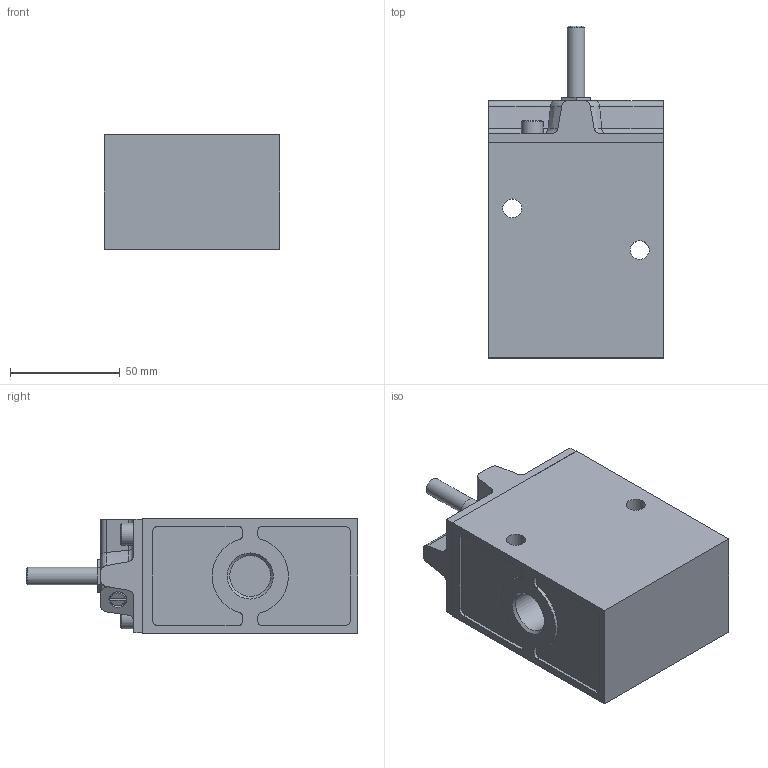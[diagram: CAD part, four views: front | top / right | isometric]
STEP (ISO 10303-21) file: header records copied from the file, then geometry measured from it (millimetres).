
FILE_DESCRIPTION(/* description */ ('STEP AP214'),/* implementation_level */ '2;1');
FILE_NAME(/* name */ '7884_MOFH-3-1_2',/* time_stamp */ '2024-09-06T19:16:47+02:00',/* author */ ('License CC BY-ND 4.0'),/* organization */ ('CADENAS'),/* preprocessor_version */ 'ST-DEVELOPER v19.3',/* originating_system */ 'PARTsolutions',/* authorisation */ ' ');
FILE_SCHEMA (('AUTOMOTIVE_DESIGN {1 0 10303 214 3 1 1}'));
Length unit declared in the file: millimetre
Products named in the file (1): 7884 MOFH-3-1/2
Bounding box: 80 x 151 x 52 mm (x, y, z)
Volume: 419390.2 mm3; surface area: 46557.5 mm2
Topology: 1 solids, 1 shells, 159 faces, 383 edges, 240 vertices
Faces by surface type: plane 74, cylinder 49, cone 30, torus 6
Full cylindrical faces by diameter (mm): 4.134 x1, 7.48 x1, 8 x1, 8.6 x2, 10 x2, 18.631 x3
Entity records: 4534 total; most frequent: CARTESIAN_POINT 877, DIRECTION 766, ORIENTED_EDGE 708, EDGE_CURVE 354, AXIS2_PLACEMENT_3D 286, VERTEX_POINT 237, FACE_BOUND 203, EDGE_LOOP 200
